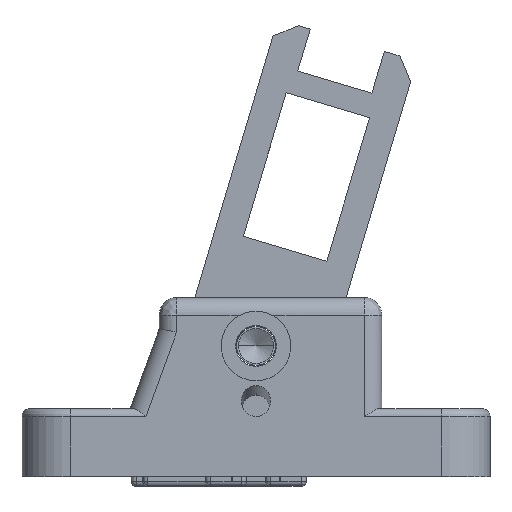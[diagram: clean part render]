
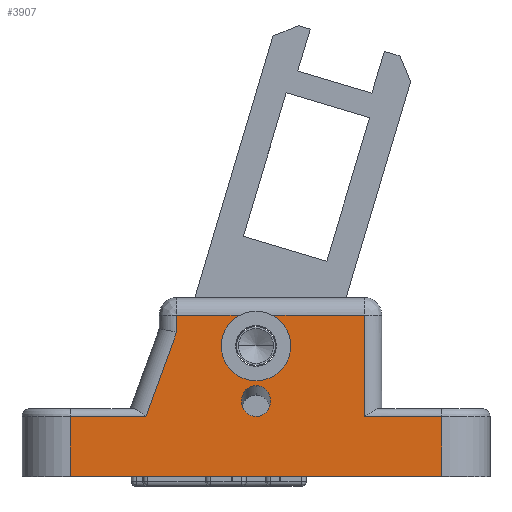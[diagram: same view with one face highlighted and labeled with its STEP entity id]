
A CAD part, top view. The second image highlights one B-rep face of the part: STEP entity #3907.
In plain terms, the highlighted planar face has unit normal (0, 0, 1).
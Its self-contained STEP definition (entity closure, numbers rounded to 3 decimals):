
#107 = CARTESIAN_POINT ( 'NONE',  ( 1.649, 3.2, 7.2 ) ) ;
#111 = VERTEX_POINT ( 'NONE', #3206 ) ;
#114 = DIRECTION ( 'NONE',  ( -0.342, -0.94, 0. ) ) ;
#201 = EDGE_CURVE ( 'NONE', #7018, #3728, #2547, .T. ) ;
#330 = DIRECTION ( 'NONE',  ( 1., 0., 0. ) ) ;
#343 = CARTESIAN_POINT ( 'NONE',  ( 19.2, -13.5, 7.2 ) ) ;
#413 = DIRECTION ( 'NONE',  ( 0., -1., 0. ) ) ;
#450 = CARTESIAN_POINT ( 'NONE',  ( -8.2, 1.446, 7.2 ) ) ;
#452 = VECTOR ( 'NONE', #7153, 1000. ) ;
#521 = EDGE_CURVE ( 'NONE', #8324, #3728, #7199, .T. ) ;
#532 = EDGE_CURVE ( 'NONE', #5624, #3516, #7769, .T. ) ;
#536 = DIRECTION ( 'NONE',  ( 0., 1., 0. ) ) ;
#542 = ORIENTED_EDGE ( 'NONE', *, *, #2001, .F. ) ;
#561 = VECTOR ( 'NONE', #6154, 1000. ) ;
#618 = ORIENTED_EDGE ( 'NONE', *, *, #7107, .T. ) ;
#742 = VECTOR ( 'NONE', #114, 1000. ) ;
#853 = VECTOR ( 'NONE', #5184, 1000. ) ;
#921 = LINE ( 'NONE', #6228, #5786 ) ;
#923 = CARTESIAN_POINT ( 'NONE',  ( 0., 0., 7.2 ) ) ;
#954 = LINE ( 'NONE', #1582, #3147 ) ;
#978 = AXIS2_PLACEMENT_3D ( 'NONE', #2646, #4562, #5304 ) ;
#1068 = CARTESIAN_POINT ( 'NONE',  ( 0., -7.295, 7.2 ) ) ;
#1072 =( BOUNDED_CURVE ( )  B_SPLINE_CURVE ( 3, ( #8224, #4212, #4898, #3434 ),
 .UNSPECIFIED., .F., .F. ) 
 B_SPLINE_CURVE_WITH_KNOTS ( ( 4, 4 ),
 ( 0., 3.142 ),
 .UNSPECIFIED. ) 
 CURVE ( )  GEOMETRIC_REPRESENTATION_ITEM ( )  RATIONAL_B_SPLINE_CURVE ( ( 1., 0.333, 0.333, 1. ) ) 
 REPRESENTATION_ITEM ( '' )  );
#1205 = CIRCLE ( 'NONE', #6519, 3.6 ) ;
#1253 = CARTESIAN_POINT ( 'NONE',  ( 11.2, -7.3, 7.2 ) ) ;
#1471 = EDGE_CURVE ( 'NONE', #111, #8192, #1690, .T. ) ;
#1582 = CARTESIAN_POINT ( 'NONE',  ( 0., 3.2, 7.2 ) ) ;
#1664 = DIRECTION ( 'NONE',  ( -1., 0., 0. ) ) ;
#1690 = CIRCLE ( 'NONE', #978, 3.6 ) ;
#1757 = CARTESIAN_POINT ( 'NONE',  ( -8.2, -5.15, 7.2 ) ) ;
#1881 = EDGE_CURVE ( 'NONE', #3516, #8192, #2924, .T. ) ;
#1941 = CARTESIAN_POINT ( 'NONE',  ( 0., -13.5, 7.2 ) ) ;
#2001 = EDGE_CURVE ( 'NONE', #4541, #4804, #4028, .T. ) ;
#2065 = LINE ( 'NONE', #7301, #742 ) ;
#2369 = FACE_BOUND ( 'NONE', #6732, .T. ) ;
#2547 = LINE ( 'NONE', #1941, #7835 ) ;
#2646 = CARTESIAN_POINT ( 'NONE',  ( 0., 0., 7.2 ) ) ;
#2741 = AXIS2_PLACEMENT_3D ( 'NONE', #923, #5432, #6836 ) ;
#2902 = ORIENTED_EDGE ( 'NONE', *, *, #7375, .T. ) ;
#2921 = ORIENTED_EDGE ( 'NONE', *, *, #8613, .F. ) ;
#2924 = LINE ( 'NONE', #6968, #561 ) ;
#2942 = EDGE_CURVE ( 'NONE', #5655, #8324, #3781, .T. ) ;
#2988 = ORIENTED_EDGE ( 'NONE', *, *, #201, .F. ) ;
#3052 = VERTEX_POINT ( 'NONE', #5172 ) ;
#3083 = CARTESIAN_POINT ( 'NONE',  ( 0., -7.3, 7.2 ) ) ;
#3125 = CARTESIAN_POINT ( 'NONE',  ( -1.649, 3.2, 7.2 ) ) ;
#3147 = VECTOR ( 'NONE', #1664, 1000. ) ;
#3206 = CARTESIAN_POINT ( 'NONE',  ( 3.6, 0., 7.2 ) ) ;
#3391 = VECTOR ( 'NONE', #536, 1000. ) ;
#3434 = CARTESIAN_POINT ( 'NONE',  ( 0., -7.295, 7.2 ) ) ;
#3516 = VERTEX_POINT ( 'NONE', #7878 ) ;
#3600 = CARTESIAN_POINT ( 'NONE',  ( -19.2, -13.5, 7.2 ) ) ;
#3700 = CARTESIAN_POINT ( 'NONE',  ( 3., -7.295, 7.2 ) ) ;
#3709 = CARTESIAN_POINT ( 'NONE',  ( -19.2, -5.15, 7.2 ) ) ;
#3728 = VERTEX_POINT ( 'NONE', #3600 ) ;
#3744 = CARTESIAN_POINT ( 'NONE',  ( 0., -4.102, 7.2 ) ) ;
#3781 = LINE ( 'NONE', #3083, #6885 ) ;
#3895 = DIRECTION ( 'NONE',  ( 0., 0., 1. ) ) ;
#3906 = ORIENTED_EDGE ( 'NONE', *, *, #2942, .T. ) ;
#3907 = ADVANCED_FACE ( 'NONE', ( #2369, #4500 ), #7736, .T. ) ;
#3929 = CARTESIAN_POINT ( 'NONE',  ( 0., -7.3, 7.2 ) ) ;
#4028 =( BOUNDED_CURVE ( )  B_SPLINE_CURVE ( 3, ( #1068, #3700, #6546, #3744 ),
 .UNSPECIFIED., .F., .F. ) 
 B_SPLINE_CURVE_WITH_KNOTS ( ( 4, 4 ),
 ( 3.142, 6.283 ),
 .UNSPECIFIED. ) 
 CURVE ( )  GEOMETRIC_REPRESENTATION_ITEM ( )  RATIONAL_B_SPLINE_CURVE ( ( 1., 0.333, 0.333, 1. ) ) 
 REPRESENTATION_ITEM ( '' )  );
#4212 = CARTESIAN_POINT ( 'NONE',  ( -3., -4.102, 7.2 ) ) ;
#4385 = CARTESIAN_POINT ( 'NONE',  ( -3.6, 0., 7.2 ) ) ;
#4402 = ORIENTED_EDGE ( 'NONE', *, *, #8555, .F. ) ;
#4500 = FACE_OUTER_BOUND ( 'NONE', #4514, .T. ) ;
#4514 = EDGE_LOOP ( 'NONE', ( #5821, #7053, #2921, #8638, #8227, #8537, #618, #3906, #5087, #2988, #4588, #2902, #5948 ) ) ;
#4538 = CIRCLE ( 'NONE', #2741, 3.6 ) ;
#4541 = VERTEX_POINT ( 'NONE', #4867 ) ;
#4562 = DIRECTION ( 'NONE',  ( 0., 0., 1. ) ) ;
#4578 = VERTEX_POINT ( 'NONE', #4385 ) ;
#4583 = LINE ( 'NONE', #3929, #452 ) ;
#4588 = ORIENTED_EDGE ( 'NONE', *, *, #4983, .T. ) ;
#4791 = VERTEX_POINT ( 'NONE', #3125 ) ;
#4804 = VERTEX_POINT ( 'NONE', #7881 ) ;
#4812 = DIRECTION ( 'NONE',  ( 0., 0., 1. ) ) ;
#4867 = CARTESIAN_POINT ( 'NONE',  ( 0., -7.295, 7.2 ) ) ;
#4898 = CARTESIAN_POINT ( 'NONE',  ( -3., -7.295, 7.2 ) ) ;
#4983 = EDGE_CURVE ( 'NONE', #7018, #3052, #921, .T. ) ;
#4995 = DIRECTION ( 'NONE',  ( -1., 0., 0. ) ) ;
#5072 = EDGE_CURVE ( 'NONE', #4791, #7105, #954, .T. ) ;
#5087 = ORIENTED_EDGE ( 'NONE', *, *, #521, .T. ) ;
#5172 = CARTESIAN_POINT ( 'NONE',  ( 19.2, -7.3, 7.2 ) ) ;
#5184 = DIRECTION ( 'NONE',  ( 0., -1., 0. ) ) ;
#5304 = DIRECTION ( 'NONE',  ( 1., 0., 0. ) ) ;
#5324 = CARTESIAN_POINT ( 'NONE',  ( -11.383, -7.3, 7.2 ) ) ;
#5411 = EDGE_CURVE ( 'NONE', #4791, #4578, #1205, .T. ) ;
#5432 = DIRECTION ( 'NONE',  ( 0., 0., 1. ) ) ;
#5460 = CARTESIAN_POINT ( 'NONE',  ( -8.2, 3.2, 7.2 ) ) ;
#5487 = VERTEX_POINT ( 'NONE', #450 ) ;
#5557 = DIRECTION ( 'NONE',  ( 0., 1., 0. ) ) ;
#5624 = VERTEX_POINT ( 'NONE', #1253 ) ;
#5655 = VERTEX_POINT ( 'NONE', #5324 ) ;
#5766 = CARTESIAN_POINT ( 'NONE',  ( -19.2, -13.5, 7.2 ) ) ;
#5786 = VECTOR ( 'NONE', #5557, 1000. ) ;
#5821 = ORIENTED_EDGE ( 'NONE', *, *, #1881, .T. ) ;
#5843 = CARTESIAN_POINT ( 'NONE',  ( 11.2, -5.15, 7.2 ) ) ;
#5948 = ORIENTED_EDGE ( 'NONE', *, *, #532, .T. ) ;
#6154 = DIRECTION ( 'NONE',  ( -1., 0., 0. ) ) ;
#6228 = CARTESIAN_POINT ( 'NONE',  ( 19.2, -5.15, 7.2 ) ) ;
#6519 = AXIS2_PLACEMENT_3D ( 'NONE', #6980, #4812, #6865 ) ;
#6546 = CARTESIAN_POINT ( 'NONE',  ( 3., -4.102, 7.2 ) ) ;
#6632 = VECTOR ( 'NONE', #413, 1000. ) ;
#6732 = EDGE_LOOP ( 'NONE', ( #542, #4402 ) ) ;
#6836 = DIRECTION ( 'NONE',  ( 1., 0., 0. ) ) ;
#6865 = DIRECTION ( 'NONE',  ( 1., 0., 0. ) ) ;
#6885 = VECTOR ( 'NONE', #4995, 1000. ) ;
#6896 = CARTESIAN_POINT ( 'NONE',  ( -19.2, -7.3, 7.2 ) ) ;
#6968 = CARTESIAN_POINT ( 'NONE',  ( 0., 3.2, 7.2 ) ) ;
#6980 = CARTESIAN_POINT ( 'NONE',  ( 0., 0., 7.2 ) ) ;
#7018 = VERTEX_POINT ( 'NONE', #343 ) ;
#7053 = ORIENTED_EDGE ( 'NONE', *, *, #1471, .F. ) ;
#7105 = VERTEX_POINT ( 'NONE', #5460 ) ;
#7107 = EDGE_CURVE ( 'NONE', #5487, #5655, #2065, .T. ) ;
#7153 = DIRECTION ( 'NONE',  ( -1., 0., 0. ) ) ;
#7199 = LINE ( 'NONE', #3709, #853 ) ;
#7301 = CARTESIAN_POINT ( 'NONE',  ( -8.2, 1.446, 7.2 ) ) ;
#7375 = EDGE_CURVE ( 'NONE', #3052, #5624, #4583, .T. ) ;
#7697 = EDGE_CURVE ( 'NONE', #7105, #5487, #7735, .T. ) ;
#7721 = AXIS2_PLACEMENT_3D ( 'NONE', #5766, #3895, #330 ) ;
#7735 = LINE ( 'NONE', #1757, #6632 ) ;
#7736 = PLANE ( 'NONE',  #7721 ) ;
#7769 = LINE ( 'NONE', #5843, #3391 ) ;
#7835 = VECTOR ( 'NONE', #8628, 1000. ) ;
#7878 = CARTESIAN_POINT ( 'NONE',  ( 11.2, 3.2, 7.2 ) ) ;
#7881 = CARTESIAN_POINT ( 'NONE',  ( 0., -4.102, 7.2 ) ) ;
#8192 = VERTEX_POINT ( 'NONE', #107 ) ;
#8224 = CARTESIAN_POINT ( 'NONE',  ( 0., -4.102, 7.2 ) ) ;
#8227 = ORIENTED_EDGE ( 'NONE', *, *, #5072, .T. ) ;
#8324 = VERTEX_POINT ( 'NONE', #6896 ) ;
#8537 = ORIENTED_EDGE ( 'NONE', *, *, #7697, .T. ) ;
#8555 = EDGE_CURVE ( 'NONE', #4804, #4541, #1072, .T. ) ;
#8613 = EDGE_CURVE ( 'NONE', #4578, #111, #4538, .T. ) ;
#8628 = DIRECTION ( 'NONE',  ( -1., 0., 0. ) ) ;
#8638 = ORIENTED_EDGE ( 'NONE', *, *, #5411, .F. ) ;
